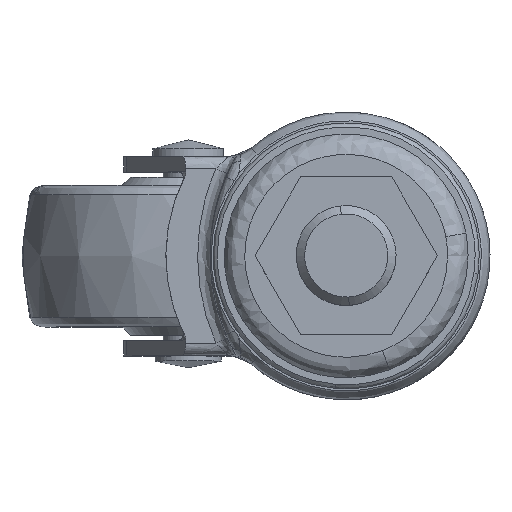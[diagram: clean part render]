
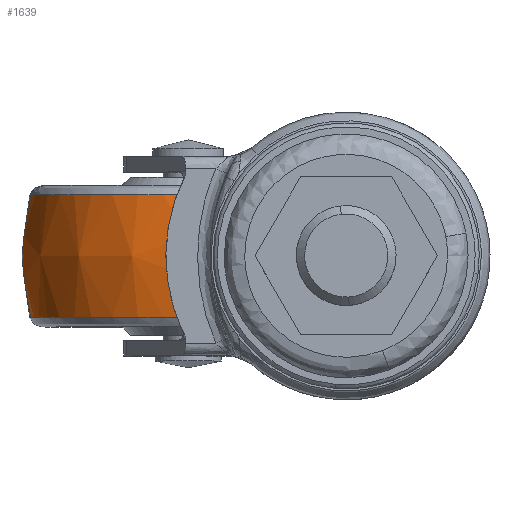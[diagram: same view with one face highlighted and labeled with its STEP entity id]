
A CAD part, top view. The second image highlights one B-rep face of the part: STEP entity #1639.
In plain terms, the highlighted free-form (B-spline) face has degree [2, 2] with [5, 5] control points.
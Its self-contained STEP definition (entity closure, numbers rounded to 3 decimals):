
#1005=CARTESIAN_POINT('',(-19.0,-7.368,-14.019));
#1006=VERTEX_POINT('',#1005);
#1020=CARTESIAN_POINT('',(-37.953,-7.368,-30.897));
#1021=VERTEX_POINT('',#1020);
#1022=CARTESIAN_POINT('',(-19.0,-7.368,-14.019));
#1023=CARTESIAN_POINT('',(-35.992,-7.368,-14.019));
#1024=CARTESIAN_POINT('',(-37.953,-7.368,-30.897));
#1032=(BOUNDED_CURVE()B_SPLINE_CURVE(2,(#1022,#1023,#1024),.UNSPECIFIED.,.F.,.U.)B_SPLINE_CURVE_WITH_KNOTS((3,3),(0.5,0.73),.UNSPECIFIED.)CURVE()GEOMETRIC_REPRESENTATION_ITEM()RATIONAL_B_SPLINE_CURVE((1.0,0.731,0.957))REPRESENTATION_ITEM(''));
#1033=EDGE_CURVE('',#1006,#1021,#1032,.T.);
#1094=CARTESIAN_POINT('',(-19.0,7.368,-14.019));
#1095=VERTEX_POINT('',#1094);
#1158=CARTESIAN_POINT('',(-37.42,7.368,-28.123));
#1159=VERTEX_POINT('',#1158);
#1173=CARTESIAN_POINT('',(-19.0,7.368,-14.019));
#1174=CARTESIAN_POINT('',(-33.61,7.368,-14.019));
#1175=CARTESIAN_POINT('',(-37.42,7.368,-28.123));
#1183=(BOUNDED_CURVE()B_SPLINE_CURVE(2,(#1173,#1174,#1175),.UNSPECIFIED.,.F.,.U.)B_SPLINE_CURVE_WITH_KNOTS((3,3),(0.5,0.706),.UNSPECIFIED.)CURVE()GEOMETRIC_REPRESENTATION_ITEM()RATIONAL_B_SPLINE_CURVE((1.0,0.759,0.914))REPRESENTATION_ITEM(''));
#1184=EDGE_CURVE('',#1095,#1159,#1183,.T.);
#1227=CARTESIAN_POINT('',(-37.953,7.368,-30.897));
#1228=VERTEX_POINT('',#1227);
#1244=CARTESIAN_POINT('',(-37.42,7.368,-28.123));
#1245=CARTESIAN_POINT('',(-37.79,7.368,-29.49));
#1246=CARTESIAN_POINT('',(-37.953,7.368,-30.897));
#1254=(BOUNDED_CURVE()B_SPLINE_CURVE(2,(#1244,#1245,#1246),.UNSPECIFIED.,.F.,.U.)B_SPLINE_CURVE_WITH_KNOTS((3,3),(0.706,0.73),.UNSPECIFIED.)CURVE()GEOMETRIC_REPRESENTATION_ITEM()RATIONAL_B_SPLINE_CURVE((0.914,0.933,0.957))REPRESENTATION_ITEM(''));
#1255=EDGE_CURVE('',#1159,#1228,#1254,.T.);
#1560=CARTESIAN_POINT('',(-37.953,-7.368,-30.897));
#1561=CARTESIAN_POINT('',(-38.866,-3.742,-30.791));
#1562=CARTESIAN_POINT('',(-38.866,0.,-30.791));
#1563=CARTESIAN_POINT('',(-38.866,3.742,-30.791));
#1564=CARTESIAN_POINT('',(-37.953,7.368,-30.897));
#1572=(BOUNDED_CURVE()B_SPLINE_CURVE(2,(#1560,#1561,#1562,#1563,#1564),.UNSPECIFIED.,.F.,.U.)B_SPLINE_CURVE_WITH_KNOTS((3,2,3),(0.396,0.5,0.604),.UNSPECIFIED.)CURVE()GEOMETRIC_REPRESENTATION_ITEM()RATIONAL_B_SPLINE_CURVE((0.899,0.92,0.957,0.92,0.899))REPRESENTATION_ITEM(''));
#1573=EDGE_CURVE('',#1021,#1228,#1572,.T.);
#1578=CARTESIAN_POINT('',(-19.,-7.368,-14.019));
#1579=CARTESIAN_POINT('',(-19.0,-3.742,-13.1));
#1580=CARTESIAN_POINT('',(-19.0,0.,-13.1));
#1581=CARTESIAN_POINT('',(-19.,3.742,-13.1));
#1582=CARTESIAN_POINT('',(-19.,7.368,-14.019));
#1590=(BOUNDED_CURVE()B_SPLINE_CURVE(2,(#1578,#1579,#1580,#1581,#1582),.UNSPECIFIED.,.F.,.U.)B_SPLINE_CURVE_WITH_KNOTS((3,2,3),(0.396,0.5,0.604),.UNSPECIFIED.)CURVE()GEOMETRIC_REPRESENTATION_ITEM()RATIONAL_B_SPLINE_CURVE((0.94,0.962,1.0,0.962,0.94))REPRESENTATION_ITEM(''));
#1591=EDGE_CURVE('',#1006,#1095,#1590,.T.);
#1599=CARTESIAN_POINT('',(-18.877,-8.109,-14.217));
#1600=CARTESIAN_POINT('',(-18.87,-4.132,-13.1));
#1601=CARTESIAN_POINT('',(-18.87,0.,-13.1));
#1602=CARTESIAN_POINT('',(-18.87,4.132,-13.1));
#1603=CARTESIAN_POINT('',(-18.877,8.11,-14.217));
#1604=CARTESIAN_POINT('',(-18.939,-8.109,-14.217));
#1605=CARTESIAN_POINT('',(-18.935,-4.132,-13.1));
#1606=CARTESIAN_POINT('',(-18.935,0.,-13.1));
#1607=CARTESIAN_POINT('',(-18.935,4.132,-13.1));
#1608=CARTESIAN_POINT('',(-18.939,8.11,-14.217));
#1609=CARTESIAN_POINT('',(-35.815,-8.109,-14.217));
#1610=CARTESIAN_POINT('',(-36.81,-4.132,-13.1));
#1611=CARTESIAN_POINT('',(-36.81,0.,-13.1));
#1612=CARTESIAN_POINT('',(-36.81,4.132,-13.1));
#1613=CARTESIAN_POINT('',(-35.815,8.11,-14.217));
#1614=CARTESIAN_POINT('',(-37.764,-8.109,-30.983));
#1615=CARTESIAN_POINT('',(-38.874,-4.132,-30.858));
#1616=CARTESIAN_POINT('',(-38.874,0.,-30.858));
#1617=CARTESIAN_POINT('',(-38.874,4.132,-30.858));
#1618=CARTESIAN_POINT('',(-37.764,8.11,-30.983));
#1619=CARTESIAN_POINT('',(-37.772,-8.109,-31.047));
#1620=CARTESIAN_POINT('',(-38.882,-4.132,-30.925));
#1621=CARTESIAN_POINT('',(-38.882,0.,-30.925));
#1622=CARTESIAN_POINT('',(-38.882,4.132,-30.925));
#1623=CARTESIAN_POINT('',(-37.772,8.11,-31.047));
#1631=(BOUNDED_SURFACE()B_SPLINE_SURFACE(2,2,((#1599,#1604,#1609,#1614,#1619),(#1600,#1605,#1610,#1615,#1620),(#1601,#1606,#1611,#1616,#1621),(#1602,#1607,#1612,#1617,#1622),(#1603,#1608,#1613,#1618,#1623)),.UNSPECIFIED.,.F.,.F.,.U.)B_SPLINE_SURFACE_WITH_KNOTS((3,2,3),(3,1,1,3),(0.0,8.464,16.929),(0.0,0.152,30.605,30.757),.UNSPECIFIED.)GEOMETRIC_REPRESENTATION_ITEM()RATIONAL_B_SPLINE_SURFACE(((0.938,0.937,0.683,0.896,0.897),(0.961,0.959,0.7,0.918,0.919),(1.003,1.001,0.731,0.958,0.959),(0.961,0.959,0.7,0.918,0.919),(0.938,0.937,0.683,0.896,0.897)))REPRESENTATION_ITEM('')SURFACE());
#1632=ORIENTED_EDGE('',*,*,#1033,.F.);
#1633=ORIENTED_EDGE('',*,*,#1591,.T.);
#1634=ORIENTED_EDGE('',*,*,#1184,.T.);
#1635=ORIENTED_EDGE('',*,*,#1255,.T.);
#1636=ORIENTED_EDGE('',*,*,#1573,.F.);
#1637=EDGE_LOOP('',(#1632,#1633,#1634,#1635,#1636));
#1638=FACE_OUTER_BOUND('',#1637,.T.);
#1639=ADVANCED_FACE('',(#1638),#1631,.T.);
